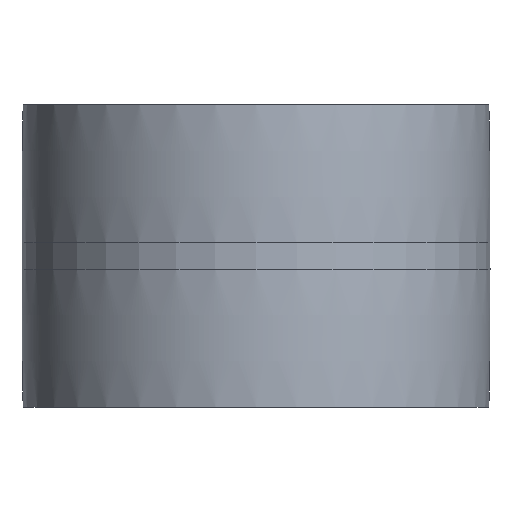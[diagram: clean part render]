
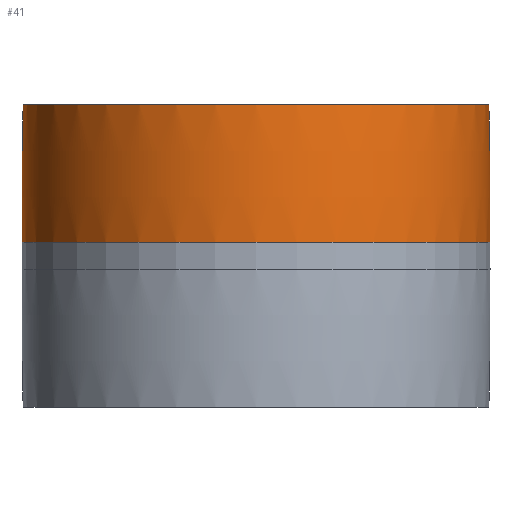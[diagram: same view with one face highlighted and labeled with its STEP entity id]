
A CAD part, front view. The second image highlights one B-rep face of the part: STEP entity #41.
In plain terms, the highlighted toroidal (fillet/blend) face has major radius 7912.12 mm and minor radius 8128.62 mm.
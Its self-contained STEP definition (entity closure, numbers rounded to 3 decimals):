
#17 = CARTESIAN_POINT ( 'NONE',  ( 0., 0., 12.5 ) ) ;
#18 = VERTEX_POINT ( 'NONE', #891 ) ;
#35 = CIRCLE ( 'NONE', #561, 215.5 ) ;
#41 = ADVANCED_FACE ( 'NONE', ( #151 ), #165, .T. ) ;
#53 = CARTESIAN_POINT ( 'NONE',  ( 7912.125, 0., 12.5 ) ) ;
#68 = DIRECTION ( 'NONE',  ( 1., 0., 0. ) ) ;
#92 = DIRECTION ( 'NONE',  ( 0., 0., 1. ) ) ;
#96 = DIRECTION ( 'NONE',  ( 1., 0., 0. ) ) ;
#98 = CIRCLE ( 'NONE', #457, 8128.625 ) ;
#107 = CARTESIAN_POINT ( 'NONE',  ( -7912.125, 0., 12.5 ) ) ;
#151 = FACE_OUTER_BOUND ( 'NONE', #544, .T. ) ;
#165 = TOROIDAL_SURFACE ( 'NONE', #655, -7912.125, 8128.625 ) ;
#188 = EDGE_CURVE ( 'NONE', #18, #597, #35, .T. ) ;
#198 = CARTESIAN_POINT ( 'NONE',  ( 216.5, 0., 12.5 ) ) ;
#217 = EDGE_CURVE ( 'NONE', #389, #963, #534, .T. ) ;
#224 = DIRECTION ( 'NONE',  ( 0., 1., 0. ) ) ;
#227 = CARTESIAN_POINT ( 'NONE',  ( 0., 0., 12.5 ) ) ;
#293 = ORIENTED_EDGE ( 'NONE', *, *, #217, .T. ) ;
#351 = EDGE_CURVE ( 'NONE', #963, #597, #939, .T. ) ;
#383 = AXIS2_PLACEMENT_3D ( 'NONE', #17, #92, #96 ) ;
#389 = VERTEX_POINT ( 'NONE', #935 ) ;
#418 = DIRECTION ( 'NONE',  ( 0., -1., 0. ) ) ;
#457 = AXIS2_PLACEMENT_3D ( 'NONE', #53, #224, #500 ) ;
#490 = EDGE_CURVE ( 'NONE', #389, #18, #98, .T. ) ;
#500 = DIRECTION ( 'NONE',  ( -1., 0., 0. ) ) ;
#534 = CIRCLE ( 'NONE', #383, 216.5 ) ;
#544 = EDGE_LOOP ( 'NONE', ( #582, #293, #804, #636 ) ) ;
#561 = AXIS2_PLACEMENT_3D ( 'NONE', #661, #962, #758 ) ;
#582 = ORIENTED_EDGE ( 'NONE', *, *, #490, .F. ) ;
#597 = VERTEX_POINT ( 'NONE', #610 ) ;
#610 = CARTESIAN_POINT ( 'NONE',  ( 215.5, 0., 140. ) ) ;
#636 = ORIENTED_EDGE ( 'NONE', *, *, #188, .F. ) ;
#655 = AXIS2_PLACEMENT_3D ( 'NONE', #227, #959, #68 ) ;
#661 = CARTESIAN_POINT ( 'NONE',  ( 0., 0., 140. ) ) ;
#758 = DIRECTION ( 'NONE',  ( 1., 0., 0. ) ) ;
#777 = DIRECTION ( 'NONE',  ( 0., 0., -1. ) ) ;
#780 = AXIS2_PLACEMENT_3D ( 'NONE', #107, #418, #777 ) ;
#804 = ORIENTED_EDGE ( 'NONE', *, *, #351, .T. ) ;
#891 = CARTESIAN_POINT ( 'NONE',  ( -215.5, 0., 140. ) ) ;
#935 = CARTESIAN_POINT ( 'NONE',  ( -216.5, 0., 12.5 ) ) ;
#939 = CIRCLE ( 'NONE', #780, 8128.625 ) ;
#959 = DIRECTION ( 'NONE',  ( 0., 0., 1. ) ) ;
#962 = DIRECTION ( 'NONE',  ( 0., 0., 1. ) ) ;
#963 = VERTEX_POINT ( 'NONE', #198 ) ;
